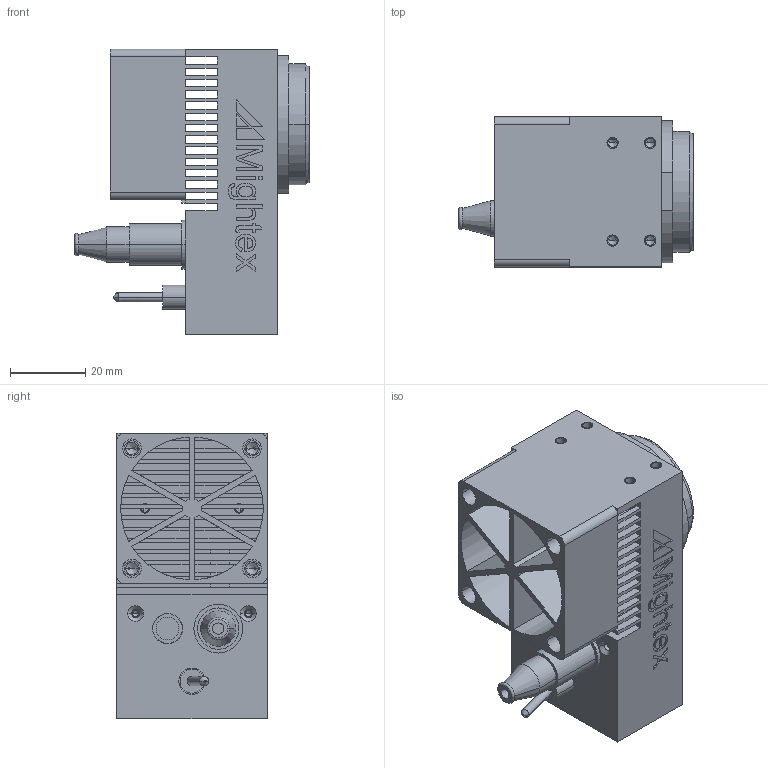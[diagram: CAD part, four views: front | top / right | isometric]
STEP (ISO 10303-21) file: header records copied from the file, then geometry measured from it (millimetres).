
FILE_DESCRIPTION((''),'2;1');
FILE_NAME('174002','2018-01-05T',('zkm'),(''),'PRO/ENGINEER BY PARAMETRIC TECHNOLOGY CORPORATION, 2004110','PRO/ENGINEER BY PARAMETRIC TECHNOLOGY CORPORATION, 2004110','');
FILE_SCHEMA(('CONFIG_CONTROL_DESIGN'));
Length unit declared in the file: millimetre
Products named in the file (1): 174002
Bounding box: 62.5 x 40 x 76 mm (x, y, z)
Volume: 61903 mm3; surface area: 49453.1 mm2
Topology: 2 solids, 27 shells, 692 faces, 1961 edges, 1226 vertices
Faces by surface type: plane 380, cylinder 187, extrusion 63, cone 56, sphere 4, torus 2
Entity records: 22563 total; most frequent: CARTESIAN_POINT 4455, ORIENTED_EDGE 3750, DIRECTION 3638, EDGE_CURVE 1923, VECTOR 1330, LINE 1267, VERTEX_POINT 1226, AXIS2_PLACEMENT_3D 1154
